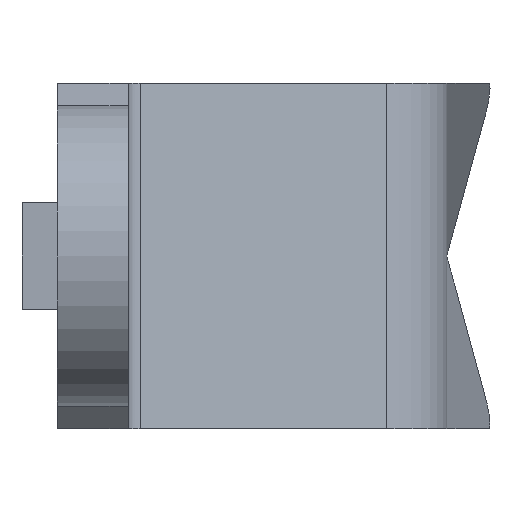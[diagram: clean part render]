
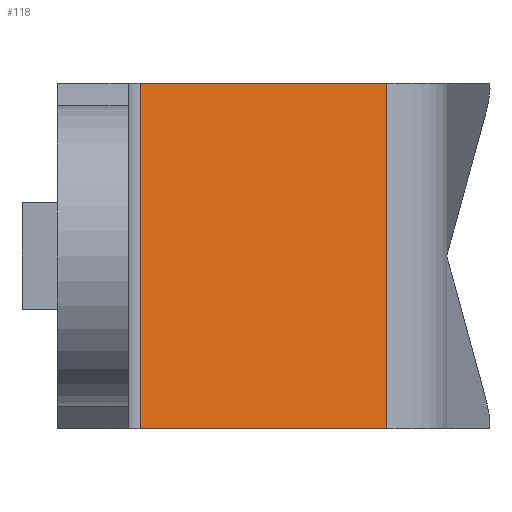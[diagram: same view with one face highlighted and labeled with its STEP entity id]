
A CAD part, left-side view. The second image highlights one B-rep face of the part: STEP entity #118.
In plain terms, the highlighted planar face has unit normal (-0.948, -0.319, 0).
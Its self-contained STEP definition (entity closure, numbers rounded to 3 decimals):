
#118 = ADVANCED_FACE( '', ( #248 ), #249, .F. );
#248 = FACE_OUTER_BOUND( '', #389, .T. );
#249 = PLANE( '', #390 );
#389 = EDGE_LOOP( '', ( #614, #615, #616, #617 ) );
#390 = AXIS2_PLACEMENT_3D( '', #618, #619, #620 );
#614 = ORIENTED_EDGE( '', *, *, #941, .T. );
#615 = ORIENTED_EDGE( '', *, *, #915, .T. );
#616 = ORIENTED_EDGE( '', *, *, #942, .F. );
#617 = ORIENTED_EDGE( '', *, *, #943, .T. );
#618 = CARTESIAN_POINT( '', ( 14.255, -0.681, 10. ) );
#619 = DIRECTION( '', ( 0.948, 0.319, 0. ) );
#620 = DIRECTION( '', ( -0.319, 0.948, 0. ) );
#915 = EDGE_CURVE( '', #1111, #1109, #1112, .T. );
#941 = EDGE_CURVE( '', #1151, #1111, #1152, .T. );
#942 = EDGE_CURVE( '', #1153, #1109, #1154, .T. );
#943 = EDGE_CURVE( '', #1153, #1151, #1155, .T. );
#1109 = VERTEX_POINT( '', #1373 );
#1111 = VERTEX_POINT( '', #1375 );
#1112 = LINE( '', #1376, #1377 );
#1151 = VERTEX_POINT( '', #1429 );
#1152 = LINE( '', #1430, #1431 );
#1153 = VERTEX_POINT( '', #1432 );
#1154 = LINE( '', #1433, #1434 );
#1155 = LINE( '', #1435, #1436 );
#1373 = CARTESIAN_POINT( '', ( 18.937, -14.595, -9.75 ) );
#1375 = CARTESIAN_POINT( '', ( 14.255, -0.681, -9.75 ) );
#1376 = CARTESIAN_POINT( '', ( 14.255, -0.681, -9.75 ) );
#1377 = VECTOR( '', #1607, 1000. );
#1429 = CARTESIAN_POINT( '', ( 14.255, -0.681, 9.75 ) );
#1430 = CARTESIAN_POINT( '', ( 14.255, -0.681, 10. ) );
#1431 = VECTOR( '', #1642, 1000. );
#1432 = CARTESIAN_POINT( '', ( 18.937, -14.595, 9.75 ) );
#1433 = CARTESIAN_POINT( '', ( 18.937, -14.595, 10. ) );
#1434 = VECTOR( '', #1643, 1000. );
#1435 = CARTESIAN_POINT( '', ( 14.255, -0.681, 9.75 ) );
#1436 = VECTOR( '', #1644, 1000. );
#1607 = DIRECTION( '', ( 0.319, -0.948, 0. ) );
#1642 = DIRECTION( '', ( 0., 0., -1. ) );
#1643 = DIRECTION( '', ( 0., 0., -1. ) );
#1644 = DIRECTION( '', ( -0.319, 0.948, 0. ) );
